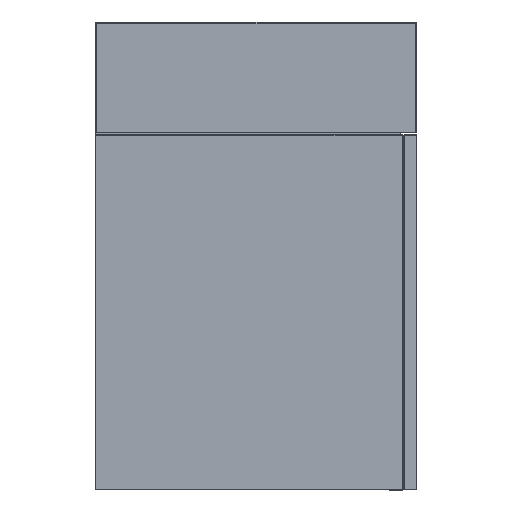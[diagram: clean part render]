
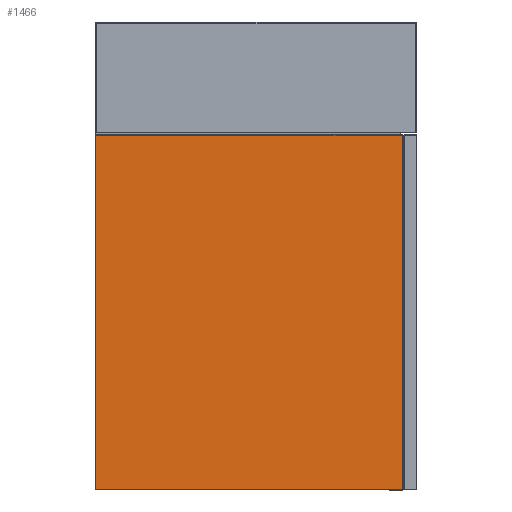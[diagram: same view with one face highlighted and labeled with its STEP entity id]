
A CAD part, left-side view. The second image highlights one B-rep face of the part: STEP entity #1466.
In plain terms, the highlighted planar face has unit normal (-1, 0, 0).
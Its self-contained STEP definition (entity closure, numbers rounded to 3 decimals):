
#1466=ADVANCED_FACE('',(#2374),#13181,.T.);
#2374=FACE_OUTER_BOUND('',#3282,.T.);
#3282=EDGE_LOOP('',(#4388,#4389,#4390,#4391));
#4388=ORIENTED_EDGE('',*,*,#8540,.F.);
#4389=ORIENTED_EDGE('',*,*,#8542,.F.);
#4390=ORIENTED_EDGE('',*,*,#8533,.F.);
#4391=ORIENTED_EDGE('',*,*,#8541,.F.);
#8533=EDGE_CURVE('',#11917,#11916,#10648,.T.);
#8540=EDGE_CURVE('',#11918,#11919,#10655,.T.);
#8541=EDGE_CURVE('',#11919,#11917,#10656,.T.);
#8542=EDGE_CURVE('',#11916,#11918,#10657,.T.);
#10648=B_SPLINE_CURVE_WITH_KNOTS('',1,(#15988,#15989),.UNSPECIFIED.,.F.,
 .F.,(2,2),(-496.,0.),.UNSPECIFIED.);
#10655=B_SPLINE_CURVE_WITH_KNOTS('',1,(#16026,#16027),.UNSPECIFIED.,.F.,
 .F.,(2,2),(0.,495.999),.UNSPECIFIED.);
#10656=B_SPLINE_CURVE_WITH_KNOTS('',1,(#16028,#16029),.UNSPECIFIED.,.F.,
 .F.,(2,2),(0.,429.),.UNSPECIFIED.);
#10657=B_SPLINE_CURVE_WITH_KNOTS('',1,(#16030,#16031),.UNSPECIFIED.,.F.,
 .F.,(2,2),(0.,429.),.UNSPECIFIED.);
#11916=VERTEX_POINT('',#15918);
#11917=VERTEX_POINT('',#15919);
#11918=VERTEX_POINT('',#15920);
#11919=VERTEX_POINT('',#15921);
#13181=PLANE('',#14140);
#14140=AXIS2_PLACEMENT_3D('',#15903,#14786,$);
#14786=DIRECTION('',(-1.,0.,0.));
#15903=CARTESIAN_POINT('',(-500.,-50.536,-258.836));
#15918=CARTESIAN_POINT('',(-500.,496.5,-214.5));
#15919=CARTESIAN_POINT('',(-500.,0.5,-214.5));
#15920=CARTESIAN_POINT('',(-500.,496.5,214.5));
#15921=CARTESIAN_POINT('',(-500.,0.5,214.5));
#15988=CARTESIAN_POINT('',(-500.,0.5,-214.5));
#15989=CARTESIAN_POINT('',(-500.,496.5,-214.5));
#16026=CARTESIAN_POINT('',(-500.,496.5,214.5));
#16027=CARTESIAN_POINT('',(-500.,0.5,214.5));
#16028=CARTESIAN_POINT('',(-500.,0.5,214.5));
#16029=CARTESIAN_POINT('',(-500.,0.5,-214.5));
#16030=CARTESIAN_POINT('',(-500.,496.5,-214.5));
#16031=CARTESIAN_POINT('',(-500.,496.5,214.5));
